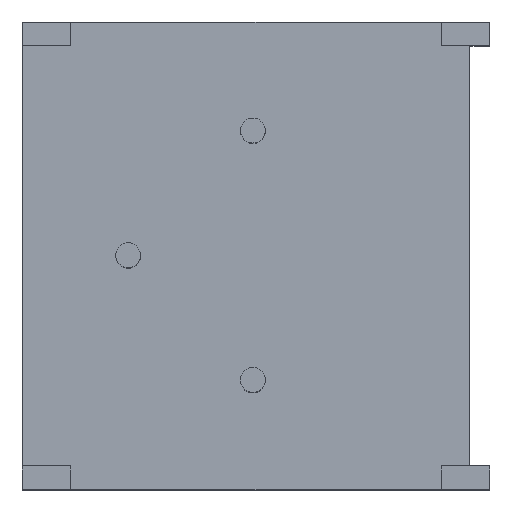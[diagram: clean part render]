
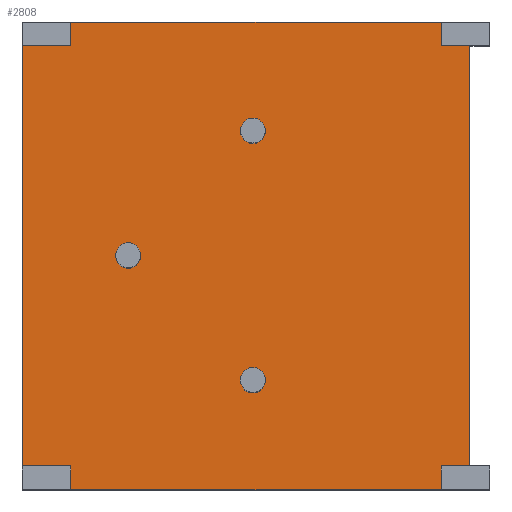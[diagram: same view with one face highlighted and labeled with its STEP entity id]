
A CAD part, top view. The second image highlights one B-rep face of the part: STEP entity #2808.
In plain terms, the highlighted planar face has unit normal (0, 0, 1).
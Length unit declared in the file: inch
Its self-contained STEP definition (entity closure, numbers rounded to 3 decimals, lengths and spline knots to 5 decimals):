
#1=DIRECTION('',(0.,1.,0.));
#2=VECTOR('',#1,0.337);
#3=CARTESIAN_POINT('',(0.174,-0.1685,0.));
#4=LINE('',#3,#2);
#9=DIRECTION('',(-1.,0.,0.));
#10=VECTOR('',#9,0.023);
#11=CARTESIAN_POINT('',(0.174,0.1685,0.));
#12=LINE('',#11,#10);
#13=DIRECTION('',(0.,1.,0.));
#14=VECTOR('',#13,0.019);
#15=CARTESIAN_POINT('',(0.151,0.1685,0.));
#16=LINE('',#15,#14);
#21=DIRECTION('',(-1.,0.,0.));
#22=VECTOR('',#21,0.297);
#23=CARTESIAN_POINT('',(0.151,0.1875,0.));
#24=LINE('',#23,#22);
#29=DIRECTION('',(0.,-1.,0.));
#30=VECTOR('',#29,0.019);
#31=CARTESIAN_POINT('',(-0.146,0.1875,0.));
#32=LINE('',#31,#30);
#37=DIRECTION('',(-1.,0.,0.));
#38=VECTOR('',#37,0.039);
#39=CARTESIAN_POINT('',(-0.146,0.1685,0.));
#40=LINE('',#39,#38);
#45=DIRECTION('',(0.,-1.,0.));
#46=VECTOR('',#45,0.337);
#47=CARTESIAN_POINT('',(-0.185,0.1685,0.));
#48=LINE('',#47,#46);
#57=DIRECTION('',(1.,0.,0.));
#58=VECTOR('',#57,0.039);
#59=CARTESIAN_POINT('',(-0.185,-0.1685,0.));
#60=LINE('',#59,#58);
#65=DIRECTION('',(0.,-1.,0.));
#66=VECTOR('',#65,0.019);
#67=CARTESIAN_POINT('',(-0.146,-0.1685,0.));
#68=LINE('',#67,#66);
#73=DIRECTION('',(1.,0.,0.));
#74=VECTOR('',#73,0.297);
#75=CARTESIAN_POINT('',(-0.146,-0.1875,0.));
#76=LINE('',#75,#74);
#85=DIRECTION('',(0.,1.,0.));
#86=VECTOR('',#85,0.019);
#87=CARTESIAN_POINT('',(0.151,-0.1875,0.));
#88=LINE('',#87,#86);
#97=DIRECTION('',(1.,0.,0.));
#98=VECTOR('',#97,0.023);
#99=CARTESIAN_POINT('',(0.151,-0.1685,0.));
#100=LINE('',#99,#98);
#1999=CARTESIAN_POINT('',(0.,-0.1,0.));
#2000=DIRECTION('',(0.,0.,-1.));
#2001=DIRECTION('',(0.,-1.,0.));
#2002=AXIS2_PLACEMENT_3D('',#1999,#2000,#2001);
#2004=CARTESIAN_POINT('',(0.,-0.1,0.));
#2005=DIRECTION('',(0.,0.,-1.));
#2006=DIRECTION('',(0.,1.,0.));
#2007=AXIS2_PLACEMENT_3D('',#2004,#2005,#2006);
#2027=CARTESIAN_POINT('',(0.,0.1,0.));
#2028=DIRECTION('',(0.,0.,-1.));
#2029=DIRECTION('',(0.,-1.,0.));
#2030=AXIS2_PLACEMENT_3D('',#2027,#2028,#2029);
#2037=CARTESIAN_POINT('',(0.,0.1,0.));
#2038=DIRECTION('',(0.,0.,-1.));
#2039=DIRECTION('',(0.,1.,0.));
#2040=AXIS2_PLACEMENT_3D('',#2037,#2038,#2039);
#2055=CARTESIAN_POINT('',(-0.1,0.,0.));
#2056=DIRECTION('',(0.,0.,-1.));
#2057=DIRECTION('',(0.,-1.,0.));
#2058=AXIS2_PLACEMENT_3D('',#2055,#2056,#2057);
#2065=CARTESIAN_POINT('',(-0.1,0.,0.));
#2066=DIRECTION('',(0.,0.,-1.));
#2067=DIRECTION('',(0.,1.,0.));
#2068=AXIS2_PLACEMENT_3D('',#2065,#2066,#2067);
#2096=CARTESIAN_POINT('',(0.151,-0.1875,0.));
#2098=VERTEX_POINT('',#2096);
#2100=CARTESIAN_POINT('',(0.151,-0.1685,0.));
#2102=VERTEX_POINT('',#2100);
#2103=CARTESIAN_POINT('',(-0.185,0.1685,0.));
#2104=CARTESIAN_POINT('',(-0.185,-0.1685,0.));
#2105=VERTEX_POINT('',#2103);
#2106=VERTEX_POINT('',#2104);
#2107=CARTESIAN_POINT('',(0.174,-0.1685,0.));
#2108=VERTEX_POINT('',#2107);
#2109=CARTESIAN_POINT('',(-0.146,-0.1685,0.));
#2110=VERTEX_POINT('',#2109);
#2111=CARTESIAN_POINT('',(-0.146,-0.1875,0.));
#2112=VERTEX_POINT('',#2111);
#2113=CARTESIAN_POINT('',(-0.146,0.1685,0.));
#2114=VERTEX_POINT('',#2113);
#2115=CARTESIAN_POINT('',(-0.146,0.1875,0.));
#2116=VERTEX_POINT('',#2115);
#2117=CARTESIAN_POINT('',(0.174,0.1685,0.));
#2118=CARTESIAN_POINT('',(0.151,0.1685,0.));
#2119=VERTEX_POINT('',#2117);
#2120=VERTEX_POINT('',#2118);
#2121=CARTESIAN_POINT('',(0.151,0.1875,0.));
#2122=VERTEX_POINT('',#2121);
#2699=CARTESIAN_POINT('',(-0.1,-0.01,0.));
#2700=CARTESIAN_POINT('',(-0.1,0.01,0.));
#2701=VERTEX_POINT('',#2699);
#2702=VERTEX_POINT('',#2700);
#2703=CARTESIAN_POINT('',(0.,0.11,0.));
#2704=CARTESIAN_POINT('',(0.,0.09,0.));
#2705=VERTEX_POINT('',#2703);
#2706=VERTEX_POINT('',#2704);
#2707=CARTESIAN_POINT('',(0.,-0.09,0.));
#2708=CARTESIAN_POINT('',(0.,-0.11,0.));
#2709=VERTEX_POINT('',#2707);
#2710=VERTEX_POINT('',#2708);
#2759=CARTESIAN_POINT('',(-0.0055,0.,0.));
#2760=DIRECTION('',(0.,0.,1.));
#2761=DIRECTION('',(1.,0.,0.));
#2762=AXIS2_PLACEMENT_3D('',#2759,#2760,#2761);
#2763=PLANE('',#2762);
#2765=ORIENTED_EDGE('',*,*,#2764,.F.);
#2767=ORIENTED_EDGE('',*,*,#2766,.F.);
#2769=ORIENTED_EDGE('',*,*,#2768,.F.);
#2771=ORIENTED_EDGE('',*,*,#2770,.F.);
#2773=ORIENTED_EDGE('',*,*,#2772,.F.);
#2775=ORIENTED_EDGE('',*,*,#2774,.F.);
#2777=ORIENTED_EDGE('',*,*,#2776,.F.);
#2779=ORIENTED_EDGE('',*,*,#2778,.F.);
#2781=ORIENTED_EDGE('',*,*,#2780,.F.);
#2783=ORIENTED_EDGE('',*,*,#2782,.F.);
#2785=ORIENTED_EDGE('',*,*,#2784,.F.);
#2787=ORIENTED_EDGE('',*,*,#2786,.F.);
#2788=EDGE_LOOP('',(#2765,#2767,#2769,#2771,#2773,#2775,#2777,#2779,#2781,#2783,
#2785,#2787));
#2789=FACE_OUTER_BOUND('',#2788,.F.);
#2791=ORIENTED_EDGE('',*,*,#2790,.F.);
#2793=ORIENTED_EDGE('',*,*,#2792,.F.);
#2794=EDGE_LOOP('',(#2791,#2793));
#2795=FACE_BOUND('',#2794,.F.);
#2797=ORIENTED_EDGE('',*,*,#2796,.F.);
#2799=ORIENTED_EDGE('',*,*,#2798,.F.);
#2800=EDGE_LOOP('',(#2797,#2799));
#2801=FACE_BOUND('',#2800,.F.);
#2803=ORIENTED_EDGE('',*,*,#2802,.F.);
#2805=ORIENTED_EDGE('',*,*,#2804,.F.);
#2806=EDGE_LOOP('',(#2803,#2805));
#2807=FACE_BOUND('',#2806,.F.);
#2003=CIRCLE('',#2002,0.01);
#2008=CIRCLE('',#2007,0.01);
#2031=CIRCLE('',#2030,0.01);
#2041=CIRCLE('',#2040,0.01);
#2059=CIRCLE('',#2058,0.01);
#2069=CIRCLE('',#2068,0.01);
#2764=EDGE_CURVE('',#2108,#2119,#4,.T.);
#2766=EDGE_CURVE('',#2102,#2108,#100,.T.);
#2768=EDGE_CURVE('',#2098,#2102,#88,.T.);
#2770=EDGE_CURVE('',#2112,#2098,#76,.T.);
#2772=EDGE_CURVE('',#2110,#2112,#68,.T.);
#2774=EDGE_CURVE('',#2106,#2110,#60,.T.);
#2776=EDGE_CURVE('',#2105,#2106,#48,.T.);
#2778=EDGE_CURVE('',#2114,#2105,#40,.T.);
#2780=EDGE_CURVE('',#2116,#2114,#32,.T.);
#2782=EDGE_CURVE('',#2122,#2116,#24,.T.);
#2784=EDGE_CURVE('',#2120,#2122,#16,.T.);
#2786=EDGE_CURVE('',#2119,#2120,#12,.T.);
#2790=EDGE_CURVE('',#2710,#2709,#2003,.T.);
#2792=EDGE_CURVE('',#2709,#2710,#2008,.T.);
#2796=EDGE_CURVE('',#2706,#2705,#2031,.T.);
#2798=EDGE_CURVE('',#2705,#2706,#2041,.T.);
#2802=EDGE_CURVE('',#2701,#2702,#2059,.T.);
#2804=EDGE_CURVE('',#2702,#2701,#2069,.T.);
#2808=ADVANCED_FACE('',(#2789,#2795,#2801,#2807),#2763,.T.);
